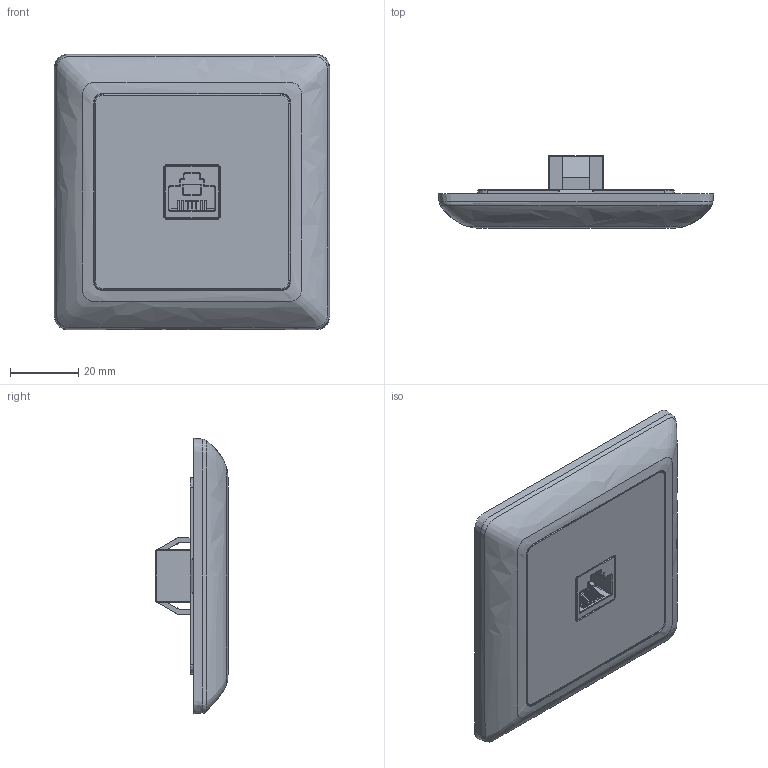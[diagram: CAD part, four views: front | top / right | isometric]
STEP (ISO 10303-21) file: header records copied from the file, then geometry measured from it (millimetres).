
FILE_DESCRIPTION(/* description */ (''),/* implementation_level */ '2;1');
FILE_NAME(/* name */ 'lan RJ 45 socket.stp',/* time_stamp */ '2019-02-06T02:59:42+04:00',/* author */ ('Arthur'),/* organization */ (''),/* preprocessor_version */ 'ST-DEVELOPER v17.2',/* originating_system */ 'Autodesk Inventor 2019',/* authorisation */ '');
FILE_SCHEMA (('AUTOMOTIVE_DESIGN { 1 0 10303 214 3 1 1 }'));
Length unit declared in the file: millimetre
Products named in the file (1): lan RJ 45 socket
Bounding box: 80.5 x 21.1 x 80.5 mm (x, y, z)
Volume: 32934.4 mm3; surface area: 25512.7 mm2
Topology: 3 solids, 4 shells, 1539 faces, 3750 edges, 2207 vertices
Faces by surface type: cylinder 730, plane 374, torus 285, bspline 79, sphere 71
Entity records: 51984 total; most frequent: CARTESIAN_POINT 14927, DIRECTION 8148, ORIENTED_EDGE 7492, EDGE_CURVE 3746, AXIS2_PLACEMENT_3D 3151, VERTEX_POINT 2207, LINE 1846, VECTOR 1846
